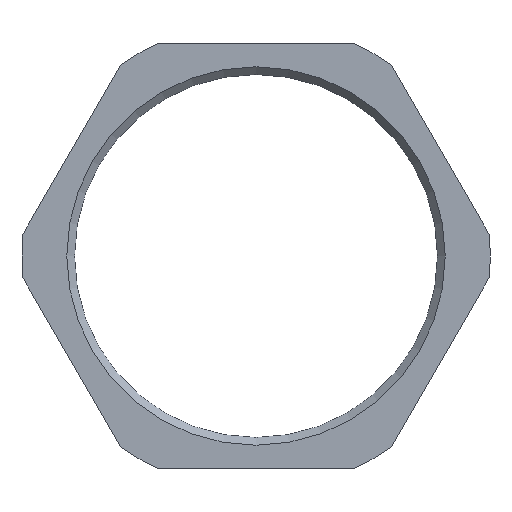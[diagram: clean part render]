
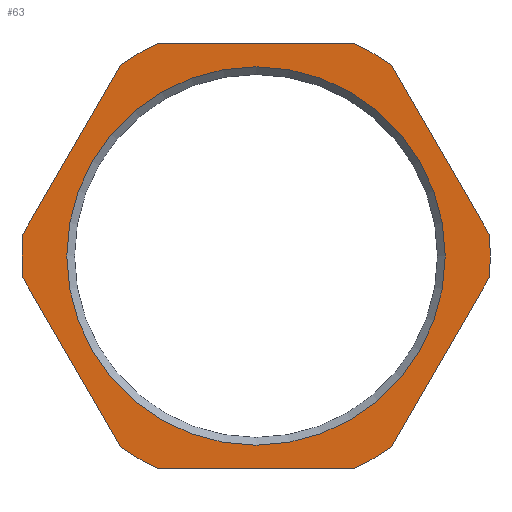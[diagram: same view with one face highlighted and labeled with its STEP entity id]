
A CAD part, left-side view. The second image highlights one B-rep face of the part: STEP entity #63.
In plain terms, the highlighted planar face has unit normal (-1, 0, 0).
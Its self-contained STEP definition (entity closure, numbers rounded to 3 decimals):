
#63 = ADVANCED_FACE( '', ( #127, #128 ), #129, .F. );
#127 = FACE_OUTER_BOUND( '', #190, .T. );
#128 = FACE_BOUND( '', #191, .T. );
#129 = PLANE( '', #192 );
#190 = EDGE_LOOP( '', ( #296, #297, #298, #299, #300, #301, #302, #303, #304, #305, #306, #307 ) );
#191 = EDGE_LOOP( '', ( #308 ) );
#192 = AXIS2_PLACEMENT_3D( '', #309, #310, #311 );
#296 = ORIENTED_EDGE( '', *, *, #381, .F. );
#297 = ORIENTED_EDGE( '', *, *, #403, .F. );
#298 = ORIENTED_EDGE( '', *, *, #373, .F. );
#299 = ORIENTED_EDGE( '', *, *, #365, .F. );
#300 = ORIENTED_EDGE( '', *, *, #377, .F. );
#301 = ORIENTED_EDGE( '', *, *, #394, .F. );
#302 = ORIENTED_EDGE( '', *, *, #390, .F. );
#303 = ORIENTED_EDGE( '', *, *, #360, .F. );
#304 = ORIENTED_EDGE( '', *, *, #386, .F. );
#305 = ORIENTED_EDGE( '', *, *, #397, .F. );
#306 = ORIENTED_EDGE( '', *, *, #404, .F. );
#307 = ORIENTED_EDGE( '', *, *, #405, .F. );
#308 = ORIENTED_EDGE( '', *, *, #406, .T. );
#309 = CARTESIAN_POINT( '', ( 0., 0., 0. ) );
#310 = DIRECTION( '', ( 1., 0., 0. ) );
#311 = DIRECTION( '', ( 0., 0., -1. ) );
#360 = EDGE_CURVE( '', #417, #418, #419, .T. );
#365 = EDGE_CURVE( '', #426, #427, #428, .T. );
#373 = EDGE_CURVE( '', #427, #440, #441, .T. );
#377 = EDGE_CURVE( '', #446, #426, #447, .T. );
#381 = EDGE_CURVE( '', #452, #453, #454, .T. );
#386 = EDGE_CURVE( '', #461, #417, #462, .T. );
#390 = EDGE_CURVE( '', #418, #467, #468, .T. );
#394 = EDGE_CURVE( '', #467, #446, #473, .T. );
#397 = EDGE_CURVE( '', #476, #461, #477, .T. );
#403 = EDGE_CURVE( '', #440, #452, #485, .T. );
#404 = EDGE_CURVE( '', #486, #476, #487, .T. );
#405 = EDGE_CURVE( '', #453, #486, #488, .T. );
#406 = EDGE_CURVE( '', #489, #489, #490, .T. );
#417 = VERTEX_POINT( '', #502 );
#418 = VERTEX_POINT( '', #503 );
#419 = CIRCLE( '', #504, 24.75 );
#426 = VERTEX_POINT( '', #513 );
#427 = VERTEX_POINT( '', #514 );
#428 = CIRCLE( '', #515, 24.75 );
#440 = VERTEX_POINT( '', #529 );
#441 = LINE( '', #530, #531 );
#446 = VERTEX_POINT( '', #538 );
#447 = LINE( '', #539, #540 );
#452 = VERTEX_POINT( '', #547 );
#453 = VERTEX_POINT( '', #548 );
#454 = LINE( '', #549, #550 );
#461 = VERTEX_POINT( '', #560 );
#462 = LINE( '', #561, #562 );
#467 = VERTEX_POINT( '', #569 );
#468 = LINE( '', #570, #571 );
#473 = CIRCLE( '', #578, 24.75 );
#476 = VERTEX_POINT( '', #581 );
#477 = CIRCLE( '', #582, 24.75 );
#485 = CIRCLE( '', #591, 24.75 );
#486 = VERTEX_POINT( '', #592 );
#487 = LINE( '', #593, #594 );
#488 = CIRCLE( '', #595, 24.75 );
#489 = VERTEX_POINT( '', #596 );
#490 = CIRCLE( '', #597, 20. );
#502 = CARTESIAN_POINT( '', ( 0., -24.641, 2.321 ) );
#503 = CARTESIAN_POINT( '', ( 0., -24.641, -2.321 ) );
#504 = AXIS2_PLACEMENT_3D( '', #610, #611, #612 );
#513 = CARTESIAN_POINT( '', ( 0., 10.311, -22.5 ) );
#514 = CARTESIAN_POINT( '', ( 0., 14.33, -20.179 ) );
#515 = AXIS2_PLACEMENT_3D( '', #618, #619, #620 );
#529 = CARTESIAN_POINT( '', ( 0., 24.641, -2.321 ) );
#530 = CARTESIAN_POINT( '', ( 0., 14.33, -20.179 ) );
#531 = VECTOR( '', #632, 1000. );
#538 = CARTESIAN_POINT( '', ( 0., -10.311, -22.5 ) );
#539 = CARTESIAN_POINT( '', ( 0., -10.311, -22.5 ) );
#540 = VECTOR( '', #635, 1000. );
#547 = CARTESIAN_POINT( '', ( 0., 24.641, 2.321 ) );
#548 = CARTESIAN_POINT( '', ( 0., 14.33, 20.179 ) );
#549 = CARTESIAN_POINT( '', ( 0., 24.641, 2.321 ) );
#550 = VECTOR( '', #638, 1000. );
#560 = CARTESIAN_POINT( '', ( 0., -14.33, 20.179 ) );
#561 = CARTESIAN_POINT( '', ( 0., -14.33, 20.179 ) );
#562 = VECTOR( '', #642, 1000. );
#569 = CARTESIAN_POINT( '', ( 0., -14.33, -20.179 ) );
#570 = CARTESIAN_POINT( '', ( 0., -24.641, -2.321 ) );
#571 = VECTOR( '', #645, 1000. );
#578 = AXIS2_PLACEMENT_3D( '', #648, #649, #650 );
#581 = CARTESIAN_POINT( '', ( 0., -10.311, 22.5 ) );
#582 = AXIS2_PLACEMENT_3D( '', #654, #655, #656 );
#591 = AXIS2_PLACEMENT_3D( '', #664, #665, #666 );
#592 = CARTESIAN_POINT( '', ( 0., 10.311, 22.5 ) );
#593 = CARTESIAN_POINT( '', ( 0., 10.311, 22.5 ) );
#594 = VECTOR( '', #667, 1000. );
#595 = AXIS2_PLACEMENT_3D( '', #668, #669, #670 );
#596 = CARTESIAN_POINT( '', ( 0., 0., -20. ) );
#597 = AXIS2_PLACEMENT_3D( '', #671, #672, #673 );
#610 = CARTESIAN_POINT( '', ( 0., 0., 0. ) );
#611 = DIRECTION( '', ( 1., 0., 0. ) );
#612 = DIRECTION( '', ( 0., 0., -1. ) );
#618 = CARTESIAN_POINT( '', ( 0., 0., 0. ) );
#619 = DIRECTION( '', ( 1., 0., 0. ) );
#620 = DIRECTION( '', ( 0., 0., -1. ) );
#632 = DIRECTION( '', ( 0., 0.5, 0.866 ) );
#635 = DIRECTION( '', ( 0., 1., 0. ) );
#638 = DIRECTION( '', ( 0., -0.5, 0.866 ) );
#642 = DIRECTION( '', ( 0., -0.5, -0.866 ) );
#645 = DIRECTION( '', ( 0., 0.5, -0.866 ) );
#648 = CARTESIAN_POINT( '', ( 0., 0., 0. ) );
#649 = DIRECTION( '', ( 1., 0., 0. ) );
#650 = DIRECTION( '', ( 0., 0., -1. ) );
#654 = CARTESIAN_POINT( '', ( 0., 0., 0. ) );
#655 = DIRECTION( '', ( 1., 0., 0. ) );
#656 = DIRECTION( '', ( 0., 0., -1. ) );
#664 = CARTESIAN_POINT( '', ( 0., 0., 0. ) );
#665 = DIRECTION( '', ( 1., 0., 0. ) );
#666 = DIRECTION( '', ( 0., 0., -1. ) );
#667 = DIRECTION( '', ( 0., -1., 0. ) );
#668 = CARTESIAN_POINT( '', ( 0., 0., 0. ) );
#669 = DIRECTION( '', ( 1., 0., 0. ) );
#670 = DIRECTION( '', ( 0., 0., -1. ) );
#671 = CARTESIAN_POINT( '', ( 0., 0., 0. ) );
#672 = DIRECTION( '', ( 1., 0., 0. ) );
#673 = DIRECTION( '', ( 0., 0., -1. ) );
